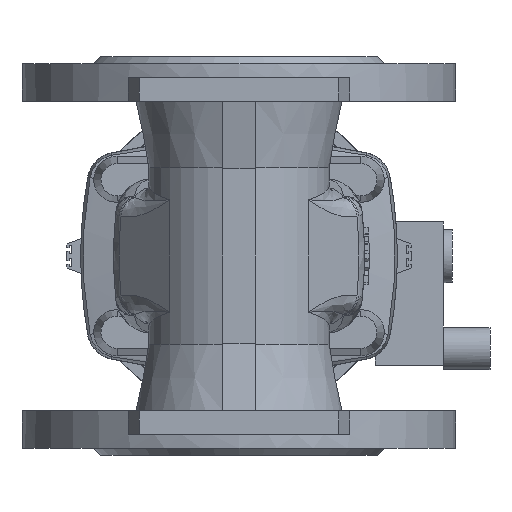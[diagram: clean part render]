
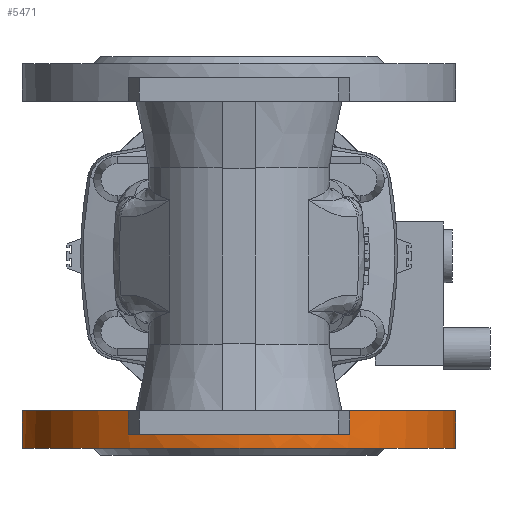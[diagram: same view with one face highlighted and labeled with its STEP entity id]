
A CAD part, front view. The second image highlights one B-rep face of the part: STEP entity #5471.
In plain terms, the highlighted cylindrical face has radius 92.5 mm (diameter 185 mm), a full revolution.
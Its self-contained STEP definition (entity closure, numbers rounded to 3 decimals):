
#35 = EDGE_CURVE ( 'NONE', #2290, #2296, #2877, .T. ) ;
#36 = EDGE_CURVE ( 'NONE', #2296, #2309, #2880, .T. ) ;
#43 = EDGE_CURVE ( 'NONE', #2341, #2338, #2894, .T. ) ;
#49 = EDGE_CURVE ( 'NONE', #2277, #2341, #2898, .T. ) ;
#1291 = CARTESIAN_POINT ( 'NONE',  ( 92.5, 0., -82. ) ) ;
#2277 = VERTEX_POINT ( 'NONE', #9038 ) ;
#2278 = VERTEX_POINT ( 'NONE', #9039 ) ;
#2290 = VERTEX_POINT ( 'NONE', #9051 ) ;
#2296 = VERTEX_POINT ( 'NONE', #9057 ) ;
#2309 = VERTEX_POINT ( 'NONE', #9070 ) ;
#2330 = VERTEX_POINT ( 'NONE', #9091 ) ;
#2333 = VERTEX_POINT ( 'NONE', #9094 ) ;
#2338 = VERTEX_POINT ( 'NONE', #9099 ) ;
#2341 = VERTEX_POINT ( 'NONE', #9102 ) ;
#2877 = LINE ( 'NONE', #5620, #2885 ) ;
#2880 = CIRCLE ( 'NONE', #14950, 92.5 ) ;
#2885 = VECTOR ( 'NONE', #5616, 1000. ) ;
#2894 = CIRCLE ( 'NONE', #14954, 92.5 ) ;
#2898 = LINE ( 'NONE', #5652, #2900 ) ;
#2900 = VECTOR ( 'NONE', #5661, 1000. ) ;
#4220 = VECTOR ( 'NONE', #17962, 1000. ) ;
#4223 = LINE ( 'NONE', #17961, #4220 ) ;
#4235 = CIRCLE ( 'NONE', #14339, 92.5 ) ;
#4244 = LINE ( 'NONE', #18016, #4246 ) ;
#4246 = VECTOR ( 'NONE', #18017, 1000. ) ;
#4260 = CIRCLE ( 'NONE', #14345, 92.5 ) ;
#4311 = CIRCLE ( 'NONE', #14360, 92.5 ) ;
#4897 = VERTEX_POINT ( 'NONE', #1291 ) ;
#5471 = ADVANCED_FACE ( 'NONE', ( #10145, #10144 ), #10147, .T. ) ;
#5616 = DIRECTION ( 'NONE',  ( 0., 0., -1. ) ) ;
#5620 = CARTESIAN_POINT ( 'NONE',  ( 6., 92.305, -6.499 ) ) ;
#5625 = CARTESIAN_POINT ( 'NONE',  ( 0., 0., -66. ) ) ;
#5626 = DIRECTION ( 'NONE',  ( 0., 0., -1. ) ) ;
#5627 = DIRECTION ( 'NONE',  ( -1., 0., 0. ) ) ;
#5643 = CARTESIAN_POINT ( 'NONE',  ( 0., 0., -66. ) ) ;
#5644 = DIRECTION ( 'NONE',  ( 0., 0., 1. ) ) ;
#5645 = DIRECTION ( 'NONE',  ( 1., 0., 0. ) ) ;
#5652 = CARTESIAN_POINT ( 'NONE',  ( -6., 92.305, -6.499 ) ) ;
#5661 = DIRECTION ( 'NONE',  ( 0., 0., -1. ) ) ;
#8214 = DIRECTION ( 'NONE',  ( 1., 0., 0. ) ) ;
#8217 = CARTESIAN_POINT ( 'NONE',  ( 0., 0., 0. ) ) ;
#8218 = DIRECTION ( 'NONE',  ( 0., 0., 1. ) ) ;
#9038 = CARTESIAN_POINT ( 'NONE',  ( -6., 92.305, -40.365 ) ) ;
#9039 = CARTESIAN_POINT ( 'NONE',  ( 47.217, -79.542, -76. ) ) ;
#9051 = CARTESIAN_POINT ( 'NONE',  ( 6., 92.305, -40.365 ) ) ;
#9057 = CARTESIAN_POINT ( 'NONE',  ( 6., 92.305, -66. ) ) ;
#9070 = CARTESIAN_POINT ( 'NONE',  ( 47.217, -79.542, -66. ) ) ;
#9091 = CARTESIAN_POINT ( 'NONE',  ( -47.217, -79.542, -76. ) ) ;
#9094 = CARTESIAN_POINT ( 'NONE',  ( 0., -92.5, -76. ) ) ;
#9099 = CARTESIAN_POINT ( 'NONE',  ( -47.217, -79.542, -66. ) ) ;
#9102 = CARTESIAN_POINT ( 'NONE',  ( -6., 92.305, -66. ) ) ;
#10144 = FACE_OUTER_BOUND ( 'NONE', #10563, .T. ) ;
#10145 = FACE_OUTER_BOUND ( 'NONE', #10604, .T. ) ;
#10147 = CYLINDRICAL_SURFACE ( 'NONE', #14735, 92.5 ) ;
#10563 = EDGE_LOOP ( 'NONE', ( #11123, #11124, #11125, #11126, #11127, #11129, #11128, #11130, #11131 ) ) ;
#10604 = EDGE_LOOP ( 'NONE', ( #11122 ) ) ;
#11122 = ORIENTED_EDGE ( 'NONE', *, *, #13245, .T. ) ;
#11123 = ORIENTED_EDGE ( 'NONE', *, *, #43, .F. ) ;
#11124 = ORIENTED_EDGE ( 'NONE', *, *, #49, .F. ) ;
#11125 = ORIENTED_EDGE ( 'NONE', *, *, #13244, .F. ) ;
#11126 = ORIENTED_EDGE ( 'NONE', *, *, #35, .T. ) ;
#11127 = ORIENTED_EDGE ( 'NONE', *, *, #36, .T. ) ;
#11128 = ORIENTED_EDGE ( 'NONE', *, *, #13233, .T. ) ;
#11129 = ORIENTED_EDGE ( 'NONE', *, *, #13223, .F. ) ;
#11130 = ORIENTED_EDGE ( 'NONE', *, *, #13266, .F. ) ;
#11131 = ORIENTED_EDGE ( 'NONE', *, *, #13237, .T. ) ;
#11370 =( BOUNDED_CURVE ( )  B_SPLINE_CURVE ( 3, ( #18051, #18047, #18053, #18054 ),
 .UNSPECIFIED., .F., .T. ) 
 B_SPLINE_CURVE_WITH_KNOTS ( ( 4, 4 ),
 ( 6.218, 6.348 ),
 .UNSPECIFIED. ) 
 CURVE ( )  GEOMETRIC_REPRESENTATION_ITEM ( )  RATIONAL_B_SPLINE_CURVE ( ( 1., 0.999, 0.999, 1. ) ) 
 REPRESENTATION_ITEM ( '' )  );
#13223 = EDGE_CURVE ( 'NONE', #2278, #2309, #4223, .T. ) ;
#13233 = EDGE_CURVE ( 'NONE', #2278, #2333, #4235, .T. ) ;
#13237 = EDGE_CURVE ( 'NONE', #2330, #2338, #4244, .T. ) ;
#13244 = EDGE_CURVE ( 'NONE', #2290, #2277, #11370, .T. ) ;
#13245 = EDGE_CURVE ( 'NONE', #4897, #4897, #4260, .T. ) ;
#13266 = EDGE_CURVE ( 'NONE', #2330, #2333, #4311, .T. ) ;
#14339 = AXIS2_PLACEMENT_3D ( 'NONE', #18003, #18004, #18005 ) ;
#14345 = AXIS2_PLACEMENT_3D ( 'NONE', #18056, #18057, #18058 ) ;
#14360 = AXIS2_PLACEMENT_3D ( 'NONE', #18115, #18116, #18117 ) ;
#14735 = AXIS2_PLACEMENT_3D ( 'NONE', #8217, #8218, #8214 ) ;
#14950 = AXIS2_PLACEMENT_3D ( 'NONE', #5625, #5626, #5627 ) ;
#14954 = AXIS2_PLACEMENT_3D ( 'NONE', #5643, #5644, #5645 ) ;
#17961 = CARTESIAN_POINT ( 'NONE',  ( 47.217, -79.542, -76. ) ) ;
#17962 = DIRECTION ( 'NONE',  ( 0., 0., 1. ) ) ;
#18003 = CARTESIAN_POINT ( 'NONE',  ( 0., 0., -76. ) ) ;
#18004 = DIRECTION ( 'NONE',  ( 0., 0., -1. ) ) ;
#18005 = DIRECTION ( 'NONE',  ( 1., 0., 0. ) ) ;
#18016 = CARTESIAN_POINT ( 'NONE',  ( -47.217, -79.542, -76. ) ) ;
#18017 = DIRECTION ( 'NONE',  ( 0., 0., 1. ) ) ;
#18047 = CARTESIAN_POINT ( 'NONE',  ( 2.003, 92.565, -40.401 ) ) ;
#18051 = CARTESIAN_POINT ( 'NONE',  ( 6., 92.305, -40.365 ) ) ;
#18053 = CARTESIAN_POINT ( 'NONE',  ( -2.003, 92.565, -40.401 ) ) ;
#18054 = CARTESIAN_POINT ( 'NONE',  ( -6., 92.305, -40.365 ) ) ;
#18056 = CARTESIAN_POINT ( 'NONE',  ( 0., 0., -82. ) ) ;
#18057 = DIRECTION ( 'NONE',  ( 0., 0., 1. ) ) ;
#18058 = DIRECTION ( 'NONE',  ( 1., 0., 0. ) ) ;
#18115 = CARTESIAN_POINT ( 'NONE',  ( 0., 0., -76. ) ) ;
#18116 = DIRECTION ( 'NONE',  ( 0., 0., 1. ) ) ;
#18117 = DIRECTION ( 'NONE',  ( -1., 0., 0. ) ) ;
